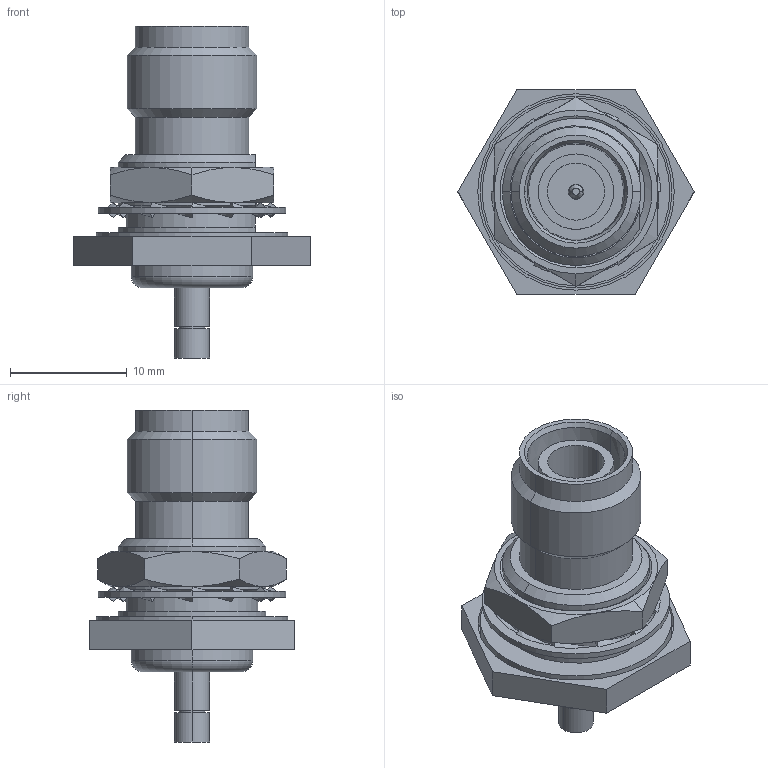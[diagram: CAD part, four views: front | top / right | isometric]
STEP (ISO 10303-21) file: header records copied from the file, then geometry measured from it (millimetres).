
FILE_DESCRIPTION (( 'STEP AP214' ), '1' );
FILE_NAME ('J01011R0010o1.STEP', '2021-01-27T15:25:15', ( '' ), ( '' ), 'SwSTEP 2.0', 'SolidWorks 2020', '' );
FILE_SCHEMA (( 'AUTOMOTIVE_DESIGN' ));
Length unit declared in the file: millimetre
Products named in the file (1): J01011R0010o1
Bounding box: 20.21 x 17.5 x 28.4 mm (x, y, z)
Volume: 2533.4 mm3; surface area: 2245.4 mm2
Topology: 2 solids, 2 shells, 169 faces, 407 edges, 256 vertices
Faces by surface type: plane 59, cylinder 37, bspline 36, cone 35, torus 2
Entity records: 7321 total; most frequent: CARTESIAN_POINT 1677, ORIENTED_EDGE 814, DIRECTION 710, EDGE_CURVE 407, VERTEX_POINT 256, AXIS2_PLACEMENT_3D 249, LINE 212, VECTOR 212
